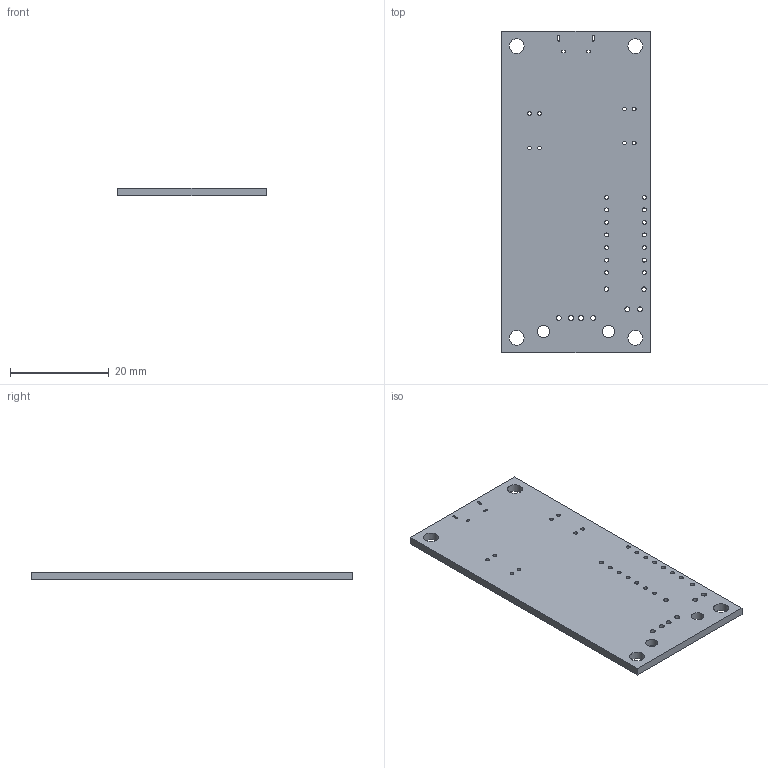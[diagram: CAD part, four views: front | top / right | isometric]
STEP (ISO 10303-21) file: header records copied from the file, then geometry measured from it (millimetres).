
FILE_DESCRIPTION(('KiCad electronic assembly'),'2;1');
FILE_NAME('BMS.step','2022-05-27T22:51:49',('Pcbnew'),('Kicad'), 'Open CASCADE STEP processor 7.6','KiCad to STEP converter','Unknown' );
FILE_SCHEMA(('AUTOMOTIVE_DESIGN { 1 0 10303 214 1 1 1 1 }'));
Length unit declared in the file: millimetre
Products named in the file (2): BMS 1; BMS PCB
Assembly tree (1 placements, depth 2):
  BMS 1
    BMS PCB
Bounding box: 30 x 65 x 1.6 mm (x, y, z)
Volume: 3029.6 mm3; surface area: 4318.8 mm2
Topology: 1 solids, 1 shells, 58 faces, 168 edges, 112 vertices
Faces by surface type: cylinder 44, plane 14
Full cylindrical faces by diameter (mm): 0.75 x8, 0.8 x14, 0.9 x2, 1 x6, 2.5 x2, 3 x4
Entity records: 4615 total; most frequent: CARTESIAN_POINT 1204, DIRECTION 624, ORIENTED_EDGE 336, PCURVE 336, DEFINITIONAL_REPRESENTATION 336, LINE 328, VECTOR 328, EDGE_CURVE 168
